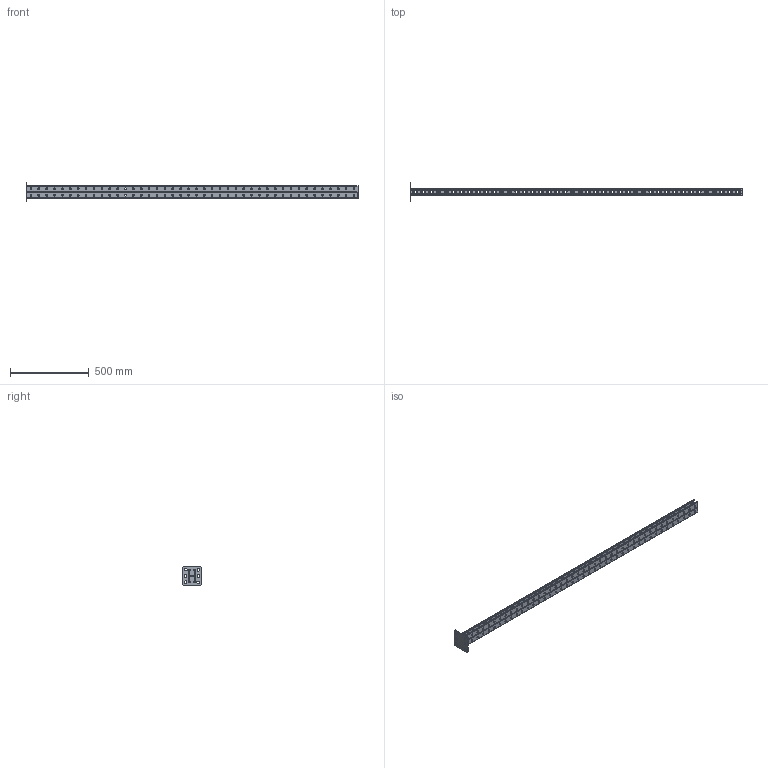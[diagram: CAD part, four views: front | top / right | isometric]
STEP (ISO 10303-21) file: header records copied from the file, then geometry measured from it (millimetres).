
FILE_DESCRIPTION (( 'STEP AP203' ), '1' );
FILE_NAME ('Êðîíøòåéí ïîòîëî÷íûé äâîéíîé_h41-2100.step', '2022-01-27T08:05:01', ( '' ), ( '' ), 'SwSTEP 2.0', 'SolidWorks 2017', '' );
FILE_SCHEMA (( 'CONFIG_CONTROL_DESIGN' ));
Length unit declared in the file: millimetre
Products named in the file (3): Ïÿòêà ïîòîëî÷êàÿ; STRUT-镳铘桦黖h41-2100; Êðîíøòåéí ïîòîëî÷íûé äâîéíîé_h41-2100
Assembly tree (3 placements, depth 2):
  Êðîíøòåéí ïîòîëî÷íûé äâîéíîé_h41-2100
    Ïÿòêà ïîòîëî÷êàÿ
    STRUT-镳铘桦黖h41-2100  x2
Bounding box: 2106 x 120 x 120 mm (x, y, z)
Volume: 1365578.1 mm3; surface area: 1134854.7 mm2
Topology: 3 solids, 3 shells, 4294 faces, 12862 edges, 8574 vertices
Faces by surface type: plane 3760, cylinder 534
Entity records: 72765 total; most frequent: CARTESIAN_POINT 12974, ORIENTED_EDGE 12964, DIRECTION 11376, EDGE_CURVE 6482, LINE 5930, VECTOR 5930, VERTEX_POINT 4321, AXIS2_PLACEMENT_3D 2723
